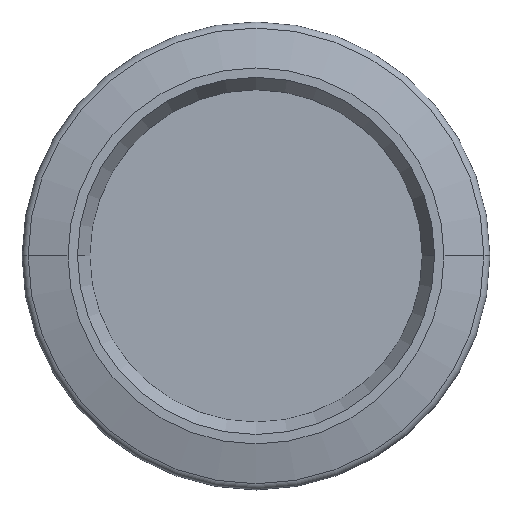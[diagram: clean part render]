
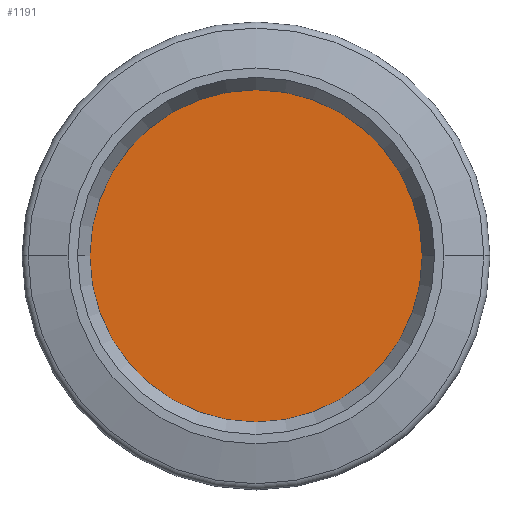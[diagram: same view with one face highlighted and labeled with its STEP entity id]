
A CAD part, top view. The second image highlights one B-rep face of the part: STEP entity #1191.
In plain terms, the highlighted planar face has unit normal (0, 0, 1).
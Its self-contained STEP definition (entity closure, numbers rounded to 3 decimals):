
#97 = AXIS2_PLACEMENT_3D ( 'NONE', #1199, #1169, #400 ) ;
#239 = AXIS2_PLACEMENT_3D ( 'NONE', #1214, #1260, #1026 ) ;
#329 = PLANE ( 'NONE',  #1126 ) ;
#390 = VERTEX_POINT ( 'NONE', #1112 ) ;
#400 = DIRECTION ( 'NONE',  ( 1., 0., 0. ) ) ;
#477 = CIRCLE ( 'NONE', #239, 20.25 ) ;
#649 = EDGE_CURVE ( 'NONE', #390, #773, #477, .T. ) ;
#690 = DIRECTION ( 'NONE',  ( 0., 0., 1. ) ) ;
#773 = VERTEX_POINT ( 'NONE', #836 ) ;
#798 = DIRECTION ( 'NONE',  ( 1., 0., 0. ) ) ;
#815 = FACE_OUTER_BOUND ( 'NONE', #1017, .T. ) ;
#836 = CARTESIAN_POINT ( 'NONE',  ( 20.25, 0., 5.8 ) ) ;
#925 = CIRCLE ( 'NONE', #97, 20.25 ) ;
#1017 = EDGE_LOOP ( 'NONE', ( #1084, #1082 ) ) ;
#1026 = DIRECTION ( 'NONE',  ( 1., 0., 0. ) ) ;
#1082 = ORIENTED_EDGE ( 'NONE', *, *, #1236, .T. ) ;
#1084 = ORIENTED_EDGE ( 'NONE', *, *, #649, .T. ) ;
#1112 = CARTESIAN_POINT ( 'NONE',  ( -20.25, 0., 5.8 ) ) ;
#1126 = AXIS2_PLACEMENT_3D ( 'NONE', #1166, #690, #798 ) ;
#1166 = CARTESIAN_POINT ( 'NONE',  ( -22.3, 0., 5.8 ) ) ;
#1169 = DIRECTION ( 'NONE',  ( 0., 0., 1. ) ) ;
#1191 = ADVANCED_FACE ( 'NONE', ( #815 ), #329, .T. ) ;
#1199 = CARTESIAN_POINT ( 'NONE',  ( 0., 0., 5.8 ) ) ;
#1214 = CARTESIAN_POINT ( 'NONE',  ( 0., 0., 5.8 ) ) ;
#1236 = EDGE_CURVE ( 'NONE', #773, #390, #925, .T. ) ;
#1260 = DIRECTION ( 'NONE',  ( 0., 0., 1. ) ) ;
